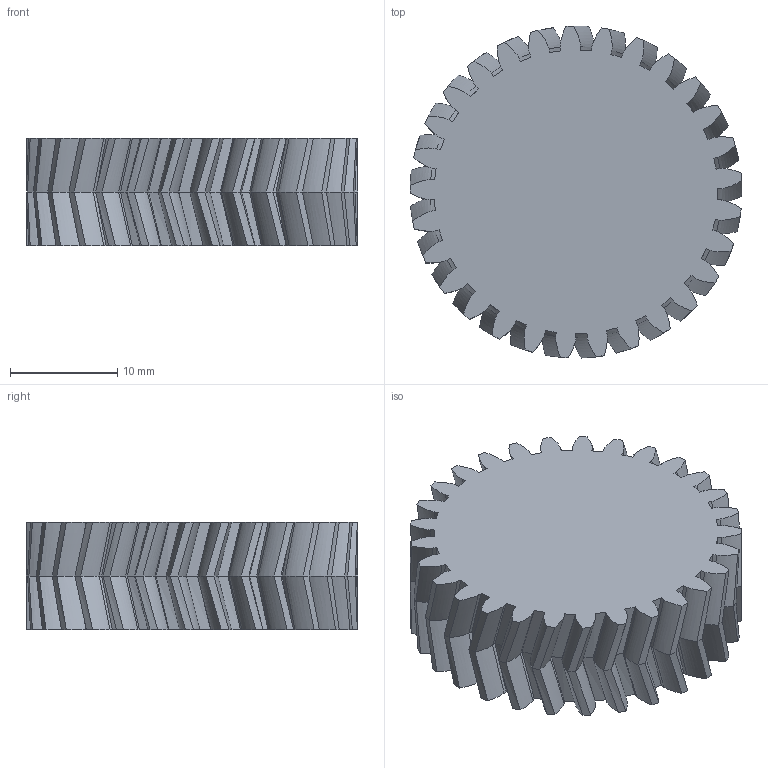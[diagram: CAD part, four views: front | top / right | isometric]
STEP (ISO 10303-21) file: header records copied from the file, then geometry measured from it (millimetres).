
FILE_DESCRIPTION(('FreeCAD Model'),'2;1');
FILE_NAME('Open CASCADE Shape Model','2024-11-16T21:46:51',('Author'),( ''),'Open CASCADE STEP processor 7.6','FreeCAD','Unknown');
FILE_SCHEMA(('AUTOMOTIVE_DESIGN { 1 0 10303 214 1 1 1 1 }'));
Length unit declared in the file: millimetre
Products named in the file (1): InvoluteGear
Bounding box: 31 x 30.99 x 10 mm (x, y, z)
Volume: 6508.6 mm3; surface area: 3238.9 mm2
Topology: 1 solids, 1 shells, 350 faces, 870 edges, 522 vertices
Faces by surface type: bspline 348, plane 2
Entity records: 30670 total; most frequent: CARTESIAN_POINT 25233, ORIENTED_EDGE 1740, EDGE_CURVE 870, B_SPLINE_CURVE_WITH_KNOTS 870, VERTEX_POINT 522, ADVANCED_FACE 350, FACE_BOUND 350, EDGE_LOOP 350
